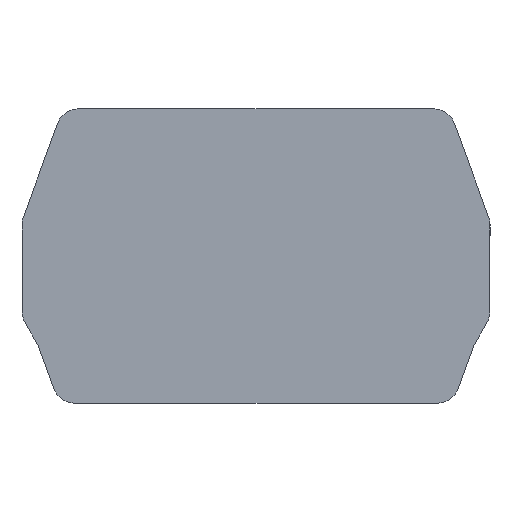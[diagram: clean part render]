
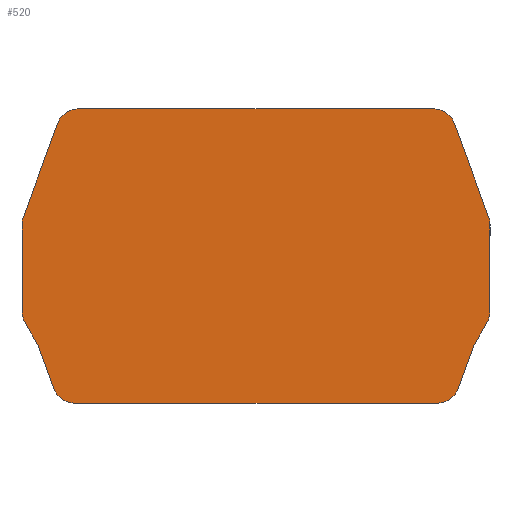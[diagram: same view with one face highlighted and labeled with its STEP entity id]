
A CAD part, top view. The second image highlights one B-rep face of the part: STEP entity #520.
In plain terms, the highlighted planar face has unit normal (0, 0, 1).
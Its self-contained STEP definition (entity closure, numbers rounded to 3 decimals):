
#1 = CIRCLE ( 'NONE', #194, 2. ) ;
#6 = VECTOR ( 'NONE', #252, 1000. ) ;
#13 = EDGE_CURVE ( 'NONE', #539, #392, #468, .T. ) ;
#34 = EDGE_CURVE ( 'NONE', #610, #672, #276, .T. ) ;
#42 = VECTOR ( 'NONE', #99, 1000. ) ;
#44 = AXIS2_PLACEMENT_3D ( 'NONE', #187, #186, #184 ) ;
#51 = AXIS2_PLACEMENT_3D ( 'NONE', #150, #140, #138 ) ;
#54 = LINE ( 'NONE', #103, #42 ) ;
#63 = CARTESIAN_POINT ( 'NONE',  ( 17.689, 20.804, 1. ) ) ;
#68 = CIRCLE ( 'NONE', #51, 2. ) ;
#69 = VECTOR ( 'NONE', #179, 1000. ) ;
#74 = EDGE_CURVE ( 'NONE', #672, #425, #272, .T. ) ;
#75 = CIRCLE ( 'NONE', #44, 2. ) ;
#85 = CARTESIAN_POINT ( 'NONE',  ( 20.85, 4.063, 1. ) ) ;
#87 = EDGE_CURVE ( 'NONE', #666, #309, #254, .T. ) ;
#99 = DIRECTION ( 'NONE',  ( 0.5, -0.866, 0. ) ) ;
#100 = CARTESIAN_POINT ( 'NONE',  ( 15.81, 22.12, 1. ) ) ;
#103 = CARTESIAN_POINT ( 'NONE',  ( -20.582, 3.063, 1. ) ) ;
#104 = VECTOR ( 'NONE', #296, 1000. ) ;
#106 = CIRCLE ( 'NONE', #166, 2. ) ;
#117 = CARTESIAN_POINT ( 'NONE',  ( 16.14, -4.113, 1. ) ) ;
#119 = CARTESIAN_POINT ( 'NONE',  ( 20.729, 12.452, 1. ) ) ;
#121 = LINE ( 'NONE', #343, #576 ) ;
#129 = VECTOR ( 'NONE', #381, 1000. ) ;
#131 = FACE_OUTER_BOUND ( 'NONE', #416, .T. ) ;
#136 = VECTOR ( 'NONE', #432, 1000. ) ;
#137 = LINE ( 'NONE', #462, #136 ) ;
#138 = DIRECTION ( 'NONE',  ( 1., 0., 0. ) ) ;
#140 = DIRECTION ( 'NONE',  ( 0., 0., 1. ) ) ;
#142 = CIRCLE ( 'NONE', #185, 2. ) ;
#150 = CARTESIAN_POINT ( 'NONE',  ( -18.85, 4.063, 1. ) ) ;
#151 = VECTOR ( 'NONE', #496, 1000. ) ;
#156 = CARTESIAN_POINT ( 'NONE',  ( 20.582, 3.063, 1. ) ) ;
#157 = LINE ( 'NONE', #517, #151 ) ;
#164 = CIRCLE ( 'NONE', #232, 2. ) ;
#166 = AXIS2_PLACEMENT_3D ( 'NONE', #282, #278, #277 ) ;
#173 = CARTESIAN_POINT ( 'NONE',  ( -17.689, 20.804, 1. ) ) ;
#179 = DIRECTION ( 'NONE',  ( 0., -1., 0. ) ) ;
#182 = CARTESIAN_POINT ( 'NONE',  ( -20.85, 20.12, 1. ) ) ;
#184 = DIRECTION ( 'NONE',  ( 1., 0., 0. ) ) ;
#185 = AXIS2_PLACEMENT_3D ( 'NONE', #307, #306, #303 ) ;
#186 = DIRECTION ( 'NONE',  ( 0., 0., 1. ) ) ;
#187 = CARTESIAN_POINT ( 'NONE',  ( -18.85, 11.768, 1. ) ) ;
#194 = AXIS2_PLACEMENT_3D ( 'NONE', #360, #353, #351 ) ;
#209 = AXIS2_PLACEMENT_3D ( 'NONE', #421, #418, #415 ) ;
#225 = ORIENTED_EDGE ( 'NONE', *, *, #562, .T. ) ;
#232 = AXIS2_PLACEMENT_3D ( 'NONE', #452, #447, #440 ) ;
#252 = DIRECTION ( 'NONE',  ( -0.342, -0.94, 0. ) ) ;
#254 = CIRCLE ( 'NONE', #438, 2. ) ;
#255 = CARTESIAN_POINT ( 'NONE',  ( -17.689, 20.804, 1. ) ) ;
#259 = CARTESIAN_POINT ( 'NONE',  ( -16.14, -4.113, 1. ) ) ;
#269 = CARTESIAN_POINT ( 'NONE',  ( 19.418, 1.047, 1. ) ) ;
#272 = CIRCLE ( 'NONE', #442, 2. ) ;
#275 = VECTOR ( 'NONE', #512, 1000. ) ;
#276 = LINE ( 'NONE', #627, #275 ) ;
#277 = DIRECTION ( 'NONE',  ( 1., 0., 0. ) ) ;
#278 = DIRECTION ( 'NONE',  ( 0., 0., 1. ) ) ;
#282 = CARTESIAN_POINT ( 'NONE',  ( -15.81, 20.12, 1. ) ) ;
#289 = VECTOR ( 'NONE', #580, 1000. ) ;
#294 = ORIENTED_EDGE ( 'NONE', *, *, #674, .T. ) ;
#296 = DIRECTION ( 'NONE',  ( -1., 0., 0. ) ) ;
#303 = DIRECTION ( 'NONE',  ( 1., 0., 0. ) ) ;
#304 = DIRECTION ( 'NONE',  ( 1., 0., 0. ) ) ;
#305 = DIRECTION ( 'NONE',  ( 0., 0., 1. ) ) ;
#306 = DIRECTION ( 'NONE',  ( 0., 0., 1. ) ) ;
#307 = CARTESIAN_POINT ( 'NONE',  ( 15.81, 20.12, 1. ) ) ;
#309 = VERTEX_POINT ( 'NONE', #85 ) ;
#311 = CARTESIAN_POINT ( 'NONE',  ( 18.85, 4.063, 1. ) ) ;
#312 = VERTEX_POINT ( 'NONE', #63 ) ;
#313 = CARTESIAN_POINT ( 'NONE',  ( 14.81, 22.12, 1. ) ) ;
#319 = ORIENTED_EDGE ( 'NONE', *, *, #583, .T. ) ;
#330 = LINE ( 'NONE', #255, #6 ) ;
#336 = CARTESIAN_POINT ( 'NONE',  ( 16.14, -2.113, 1. ) ) ;
#339 = DIRECTION ( 'NONE',  ( 0., 0., 1. ) ) ;
#343 = CARTESIAN_POINT ( 'NONE',  ( 20.729, 12.452, 1. ) ) ;
#346 = LINE ( 'NONE', #380, #129 ) ;
#351 = DIRECTION ( 'NONE',  ( 1., 0., 0. ) ) ;
#353 = DIRECTION ( 'NONE',  ( 0., 0., 1. ) ) ;
#360 = CARTESIAN_POINT ( 'NONE',  ( 18.85, 11.768, 1. ) ) ;
#363 = DIRECTION ( 'NONE',  ( -0.342, 0.94, 0. ) ) ;
#365 = VERTEX_POINT ( 'NONE', #639 ) ;
#373 = DIRECTION ( 'NONE',  ( 1., 0., 0. ) ) ;
#376 = ORIENTED_EDGE ( 'NONE', *, *, #631, .T. ) ;
#380 = CARTESIAN_POINT ( 'NONE',  ( 20.85, 20.12, 1. ) ) ;
#381 = DIRECTION ( 'NONE',  ( 0., 1., 0. ) ) ;
#383 = CARTESIAN_POINT ( 'NONE',  ( -20.729, 12.452, 1. ) ) ;
#384 = CARTESIAN_POINT ( 'NONE',  ( -20.85, 4.063, 1. ) ) ;
#392 = VERTEX_POINT ( 'NONE', #630 ) ;
#398 = CARTESIAN_POINT ( 'NONE',  ( -19.418, 1.047, 1. ) ) ;
#409 = ORIENTED_EDGE ( 'NONE', *, *, #661, .T. ) ;
#412 = ORIENTED_EDGE ( 'NONE', *, *, #74, .T. ) ;
#415 = DIRECTION ( 'NONE',  ( 1., 0., 0. ) ) ;
#416 = EDGE_LOOP ( 'NONE', ( #513, #412, #644, #549, #435, #679, #225, #449, #319, #581, #479, #376, #604, #508, #409, #294, #546, #434 ) ) ;
#418 = DIRECTION ( 'NONE',  ( 0., 0., 1. ) ) ;
#419 = PLANE ( 'NONE',  #209 ) ;
#421 = CARTESIAN_POINT ( 'NONE',  ( 14.81, 20.12, 1. ) ) ;
#425 = VERTEX_POINT ( 'NONE', #606 ) ;
#432 = DIRECTION ( 'NONE',  ( 0.5, 0.866, 0. ) ) ;
#433 = VERTEX_POINT ( 'NONE', #605 ) ;
#434 = ORIENTED_EDGE ( 'NONE', *, *, #491, .T. ) ;
#435 = ORIENTED_EDGE ( 'NONE', *, *, #87, .T. ) ;
#438 = AXIS2_PLACEMENT_3D ( 'NONE', #311, #305, #304 ) ;
#440 = DIRECTION ( 'NONE',  ( 1., 0., 0. ) ) ;
#442 = AXIS2_PLACEMENT_3D ( 'NONE', #336, #339, #373 ) ;
#447 = DIRECTION ( 'NONE',  ( 0., 0., 1. ) ) ;
#449 = ORIENTED_EDGE ( 'NONE', *, *, #568, .T. ) ;
#452 = CARTESIAN_POINT ( 'NONE',  ( -16.14, -2.113, 1. ) ) ;
#458 = LINE ( 'NONE', #182, #69 ) ;
#459 = VERTEX_POINT ( 'NONE', #593 ) ;
#462 = CARTESIAN_POINT ( 'NONE',  ( 19.418, 1.047, 1. ) ) ;
#468 = LINE ( 'NONE', #561, #289 ) ;
#475 = VERTEX_POINT ( 'NONE', #524 ) ;
#479 = ORIENTED_EDGE ( 'NONE', *, *, #596, .T. ) ;
#487 = EDGE_CURVE ( 'NONE', #425, #628, #157, .T. ) ;
#491 = EDGE_CURVE ( 'NONE', #392, #610, #164, .T. ) ;
#496 = DIRECTION ( 'NONE',  ( 0.342, 0.94, 0. ) ) ;
#498 = EDGE_CURVE ( 'NONE', #628, #666, #137, .T. ) ;
#508 = ORIENTED_EDGE ( 'NONE', *, *, #653, .T. ) ;
#512 = DIRECTION ( 'NONE',  ( 1., 0., 0. ) ) ;
#513 = ORIENTED_EDGE ( 'NONE', *, *, #34, .T. ) ;
#517 = CARTESIAN_POINT ( 'NONE',  ( 18.019, -2.797, 1. ) ) ;
#520 = ADVANCED_FACE ( 'NONE', ( #131 ), #419, .T. ) ;
#524 = CARTESIAN_POINT ( 'NONE',  ( 20.85, 11.768, 1. ) ) ;
#529 = VERTEX_POINT ( 'NONE', #384 ) ;
#537 = VERTEX_POINT ( 'NONE', #383 ) ;
#539 = VERTEX_POINT ( 'NONE', #398 ) ;
#546 = ORIENTED_EDGE ( 'NONE', *, *, #13, .T. ) ;
#549 = ORIENTED_EDGE ( 'NONE', *, *, #498, .T. ) ;
#552 = EDGE_CURVE ( 'NONE', #309, #475, #346, .T. ) ;
#561 = CARTESIAN_POINT ( 'NONE',  ( -19.418, 1.047, 1. ) ) ;
#562 = EDGE_CURVE ( 'NONE', #475, #668, #1, .T. ) ;
#568 = EDGE_CURVE ( 'NONE', #668, #312, #121, .T. ) ;
#576 = VECTOR ( 'NONE', #363, 1000. ) ;
#580 = DIRECTION ( 'NONE',  ( 0.342, -0.94, 0. ) ) ;
#581 = ORIENTED_EDGE ( 'NONE', *, *, #594, .T. ) ;
#583 = EDGE_CURVE ( 'NONE', #312, #676, #142, .T. ) ;
#593 = CARTESIAN_POINT ( 'NONE',  ( -20.85, 11.768, 1. ) ) ;
#594 = EDGE_CURVE ( 'NONE', #676, #433, #635, .T. ) ;
#596 = EDGE_CURVE ( 'NONE', #433, #656, #106, .T. ) ;
#604 = ORIENTED_EDGE ( 'NONE', *, *, #641, .T. ) ;
#605 = CARTESIAN_POINT ( 'NONE',  ( -15.81, 22.12, 1. ) ) ;
#606 = CARTESIAN_POINT ( 'NONE',  ( 18.019, -2.797, 1. ) ) ;
#610 = VERTEX_POINT ( 'NONE', #259 ) ;
#627 = CARTESIAN_POINT ( 'NONE',  ( 14.81, -4.113, 1. ) ) ;
#628 = VERTEX_POINT ( 'NONE', #269 ) ;
#630 = CARTESIAN_POINT ( 'NONE',  ( -18.019, -2.797, 1. ) ) ;
#631 = EDGE_CURVE ( 'NONE', #656, #537, #330, .T. ) ;
#635 = LINE ( 'NONE', #313, #104 ) ;
#639 = CARTESIAN_POINT ( 'NONE',  ( -20.582, 3.063, 1. ) ) ;
#641 = EDGE_CURVE ( 'NONE', #537, #459, #75, .T. ) ;
#644 = ORIENTED_EDGE ( 'NONE', *, *, #487, .T. ) ;
#653 = EDGE_CURVE ( 'NONE', #459, #529, #458, .T. ) ;
#656 = VERTEX_POINT ( 'NONE', #173 ) ;
#661 = EDGE_CURVE ( 'NONE', #529, #365, #68, .T. ) ;
#666 = VERTEX_POINT ( 'NONE', #156 ) ;
#668 = VERTEX_POINT ( 'NONE', #119 ) ;
#672 = VERTEX_POINT ( 'NONE', #117 ) ;
#674 = EDGE_CURVE ( 'NONE', #365, #539, #54, .T. ) ;
#676 = VERTEX_POINT ( 'NONE', #100 ) ;
#679 = ORIENTED_EDGE ( 'NONE', *, *, #552, .T. ) ;
